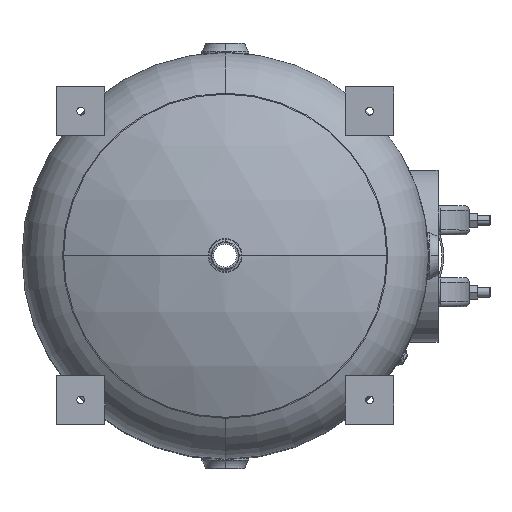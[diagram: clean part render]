
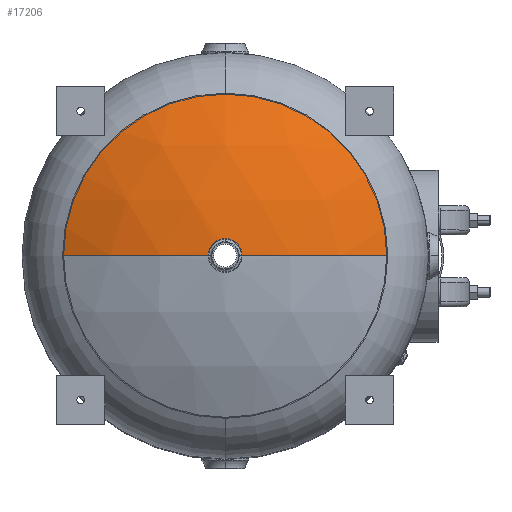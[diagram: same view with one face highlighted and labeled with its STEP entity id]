
A CAD part, top view. The second image highlights one B-rep face of the part: STEP entity #17206.
In plain terms, the highlighted spherical face has radius 960.12 mm.
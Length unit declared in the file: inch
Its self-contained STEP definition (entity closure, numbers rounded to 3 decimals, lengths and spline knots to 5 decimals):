
#2390 = ORIENTED_EDGE ( 'NONE', *, *, #10841, .F. ) ;
#2392 = ORIENTED_EDGE ( 'NONE', *, *, #12552, .F. ) ;
#2398 = ORIENTED_EDGE ( 'NONE', *, *, #12551, .F. ) ;
#2408 = ORIENTED_EDGE ( 'NONE', *, *, #10839, .F. ) ;
#2409 = ORIENTED_EDGE ( 'NONE', *, *, #12545, .T. ) ;
#4826 = VERTEX_POINT ( 'NONE', #9152 ) ;
#4830 = VERTEX_POINT ( 'NONE', #9156 ) ;
#4833 = VERTEX_POINT ( 'NONE', #9159 ) ;
#4837 = VERTEX_POINT ( 'NONE', #9163 ) ;
#6580 = AXIS2_PLACEMENT_3D ( 'NONE', #9621, #9622, #9623 ) ;
#6582 = AXIS2_PLACEMENT_3D ( 'NONE', #9616, #9617, #9618 ) ;
#6583 = CIRCLE ( 'NONE', #6580, 1.44 ) ;
#6586 = CIRCLE ( 'NONE', #6582, 16.8 ) ;
#8234 = CARTESIAN_POINT ( 'NONE',  ( 0., 0., -2.425 ) ) ;
#8235 = DIRECTION ( 'NONE',  ( 0., 1., 0. ) ) ;
#8236 = DIRECTION ( 'NONE',  ( 0., 0., 1. ) ) ;
#8252 = CARTESIAN_POINT ( 'NONE',  ( 0., 0., 31.43648 ) ) ;
#8253 = DIRECTION ( 'NONE',  ( 0., 0., -1. ) ) ;
#8254 = DIRECTION ( 'NONE',  ( 0., 1., 0. ) ) ;
#8255 = CARTESIAN_POINT ( 'NONE',  ( 0., 0., -2.425 ) ) ;
#8256 = DIRECTION ( 'NONE',  ( 0., -1., 0. ) ) ;
#8257 = DIRECTION ( 'NONE',  ( 1., 0., 0. ) ) ;
#8286 = CARTESIAN_POINT ( 'NONE',  ( 0., 16.8, 31.43648 ) ) ;
#8534 = CARTESIAN_POINT ( 'NONE',  ( 0., 0., -2.425 ) ) ;
#8538 = FACE_OUTER_BOUND ( 'NONE', #9081, .T. ) ;
#8539 = SPHERICAL_SURFACE ( 'NONE', #11415, 37.8 ) ;
#8541 = DIRECTION ( 'NONE',  ( 0., -1., 0. ) ) ;
#8542 = DIRECTION ( 'NONE',  ( 1., 0., 0. ) ) ;
#9081 = EDGE_LOOP ( 'NONE', ( #2392, #2390, #2409, #2398, #2408 ) ) ;
#9152 = CARTESIAN_POINT ( 'NONE',  ( 1.44, 0., 35.34756 ) ) ;
#9156 = CARTESIAN_POINT ( 'NONE',  ( 16.8, 0., 31.43648 ) ) ;
#9159 = CARTESIAN_POINT ( 'NONE',  ( -16.8, 0., 31.43648 ) ) ;
#9163 = CARTESIAN_POINT ( 'NONE',  ( -1.44, 0., 35.34756 ) ) ;
#9616 = CARTESIAN_POINT ( 'NONE',  ( 0., 0., 31.43648 ) ) ;
#9617 = DIRECTION ( 'NONE',  ( 0., 0., -1. ) ) ;
#9618 = DIRECTION ( 'NONE',  ( 0., 1., 0. ) ) ;
#9621 = CARTESIAN_POINT ( 'NONE',  ( 0., 0., 35.34756 ) ) ;
#9622 = DIRECTION ( 'NONE',  ( 0., 0., 1. ) ) ;
#9623 = DIRECTION ( 'NONE',  ( -1., 0., 0. ) ) ;
#10839 = EDGE_CURVE ( 'NONE', #4833, #13278, #6586, .T. ) ;
#10841 = EDGE_CURVE ( 'NONE', #4826, #4837, #6583, .T. ) ;
#11339 = CIRCLE ( 'NONE', #11352, 37.8 ) ;
#11352 = AXIS2_PLACEMENT_3D ( 'NONE', #8234, #8235, #8236 ) ;
#11353 = CIRCLE ( 'NONE', #11364, 16.8 ) ;
#11363 = CIRCLE ( 'NONE', #11366, 37.8 ) ;
#11364 = AXIS2_PLACEMENT_3D ( 'NONE', #8252, #8253, #8254 ) ;
#11366 = AXIS2_PLACEMENT_3D ( 'NONE', #8255, #8256, #8257 ) ;
#11415 = AXIS2_PLACEMENT_3D ( 'NONE', #8534, #8541, #8542 ) ;
#12545 = EDGE_CURVE ( 'NONE', #4826, #4830, #11339, .T. ) ;
#12551 = EDGE_CURVE ( 'NONE', #13278, #4830, #11353, .T. ) ;
#12552 = EDGE_CURVE ( 'NONE', #4837, #4833, #11363, .T. ) ;
#13278 = VERTEX_POINT ( 'NONE', #8286 ) ;
#17206 = ADVANCED_FACE ( 'NONE', ( #8538 ), #8539, .T. ) ;
